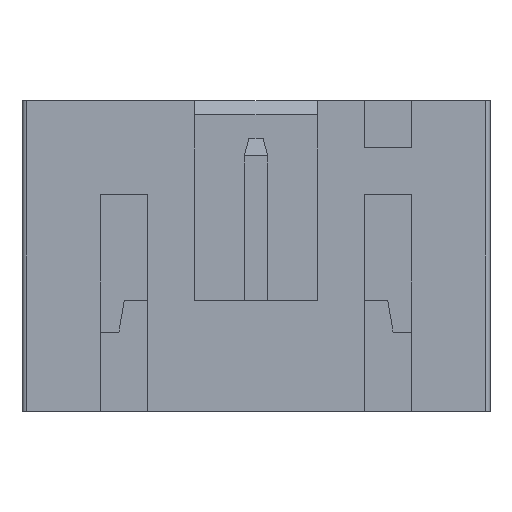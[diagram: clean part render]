
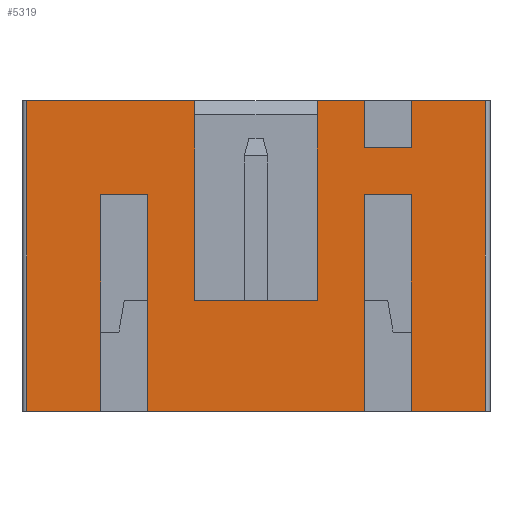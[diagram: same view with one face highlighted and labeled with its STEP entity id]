
A CAD part, front view. The second image highlights one B-rep face of the part: STEP entity #5319.
In plain terms, the highlighted planar face has unit normal (0, -1, 0).
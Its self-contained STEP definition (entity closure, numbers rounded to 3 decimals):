
#1031=ORIENTED_EDGE('',*,*,#1703,.F.);
#1032=ORIENTED_EDGE('',*,*,#1730,.T.);
#1033=ORIENTED_EDGE('',*,*,#1689,.T.);
#1034=ORIENTED_EDGE('',*,*,#1681,.F.);
#1035=ORIENTED_EDGE('',*,*,#1678,.F.);
#1036=ORIENTED_EDGE('',*,*,#1676,.F.);
#1037=ORIENTED_EDGE('',*,*,#1688,.T.);
#1038=ORIENTED_EDGE('',*,*,#1673,.F.);
#1039=ORIENTED_EDGE('',*,*,#1671,.F.);
#1040=ORIENTED_EDGE('',*,*,#1669,.F.);
#1041=ORIENTED_EDGE('',*,*,#1687,.T.);
#1042=ORIENTED_EDGE('',*,*,#1731,.T.);
#1043=ORIENTED_EDGE('',*,*,#1723,.F.);
#1044=ORIENTED_EDGE('',*,*,#1715,.F.);
#1045=ORIENTED_EDGE('',*,*,#1720,.F.);
#1046=ORIENTED_EDGE('',*,*,#1717,.F.);
#1047=ORIENTED_EDGE('',*,*,#1729,.F.);
#1048=ORIENTED_EDGE('',*,*,#1710,.F.);
#1049=ORIENTED_EDGE('',*,*,#1245,.F.);
#1050=ORIENTED_EDGE('',*,*,#1709,.F.);
#1245=EDGE_CURVE('',#1793,#1794,#2161,.T.);
#1669=EDGE_CURVE('',#2071,#2072,#2553,.T.);
#1671=EDGE_CURVE('',#2072,#2073,#2555,.T.);
#1673=EDGE_CURVE('',#2073,#2074,#2557,.T.);
#1676=EDGE_CURVE('',#2075,#2076,#2560,.T.);
#1678=EDGE_CURVE('',#2076,#2077,#2562,.T.);
#1681=EDGE_CURVE('',#2077,#2078,#2565,.T.);
#1687=EDGE_CURVE('',#2071,#2079,#2569,.T.);
#1688=EDGE_CURVE('',#2075,#2074,#2570,.T.);
#1689=EDGE_CURVE('',#2080,#2078,#2571,.T.);
#1703=EDGE_CURVE('',#2089,#2090,#2582,.T.);
#1709=EDGE_CURVE('',#2090,#1793,#2588,.T.);
#1710=EDGE_CURVE('',#1794,#2093,#2589,.T.);
#1715=EDGE_CURVE('',#2097,#2094,#2594,.T.);
#1717=EDGE_CURVE('',#2099,#2100,#2596,.T.);
#1720=EDGE_CURVE('',#2100,#2097,#2599,.T.);
#1723=EDGE_CURVE('',#2094,#2102,#2602,.T.);
#1729=EDGE_CURVE('',#2093,#2099,#2607,.T.);
#1730=EDGE_CURVE('',#2089,#2080,#2608,.F.);
#1731=EDGE_CURVE('',#2079,#2102,#2609,.F.);
#1793=VERTEX_POINT('',#6695);
#1794=VERTEX_POINT('',#6697);
#2071=VERTEX_POINT('',#7538);
#2072=VERTEX_POINT('',#7540);
#2073=VERTEX_POINT('',#7544);
#2074=VERTEX_POINT('',#7548);
#2075=VERTEX_POINT('',#7552);
#2076=VERTEX_POINT('',#7554);
#2077=VERTEX_POINT('',#7558);
#2078=VERTEX_POINT('',#7563);
#2079=VERTEX_POINT('',#7570);
#2080=VERTEX_POINT('',#7574);
#2089=VERTEX_POINT('',#7598);
#2090=VERTEX_POINT('',#7600);
#2093=VERTEX_POINT('',#7612);
#2094=VERTEX_POINT('',#7616);
#2097=VERTEX_POINT('',#7621);
#2099=VERTEX_POINT('',#7626);
#2100=VERTEX_POINT('',#7628);
#2102=VERTEX_POINT('',#7639);
#2161=LINE('',#6696,#2683);
#2553=LINE('',#7539,#3075);
#2555=LINE('',#7543,#3077);
#2557=LINE('',#7547,#3079);
#2560=LINE('',#7553,#3082);
#2562=LINE('',#7557,#3084);
#2565=LINE('',#7562,#3087);
#2569=LINE('',#7571,#3091);
#2570=LINE('',#7572,#3092);
#2571=LINE('',#7573,#3093);
#2582=LINE('',#7599,#3104);
#2588=LINE('',#7609,#3110);
#2589=LINE('',#7611,#3111);
#2594=LINE('',#7622,#3116);
#2596=LINE('',#7627,#3118);
#2599=LINE('',#7633,#3121);
#2602=LINE('',#7638,#3124);
#2607=LINE('',#7647,#3129);
#2608=LINE('',#7649,#3130);
#2609=LINE('',#7650,#3131);
#2683=VECTOR('',#5669,1000.);
#3075=VECTOR('',#6407,1000.);
#3077=VECTOR('',#6411,1000.);
#3079=VECTOR('',#6415,1000.);
#3082=VECTOR('',#6420,1000.);
#3084=VECTOR('',#6424,1000.);
#3087=VECTOR('',#6429,1000.);
#3091=VECTOR('',#6439,1000.);
#3092=VECTOR('',#6440,1000.);
#3093=VECTOR('',#6441,1000.);
#3104=VECTOR('',#6462,1000.);
#3110=VECTOR('',#6470,1000.);
#3111=VECTOR('',#6473,1000.);
#3116=VECTOR('',#6480,1000.);
#3118=VECTOR('',#6484,1000.);
#3121=VECTOR('',#6489,1000.);
#3124=VECTOR('',#6496,1000.);
#3129=VECTOR('',#6503,1000.);
#3130=VECTOR('',#6506,1000.);
#3131=VECTOR('',#6507,1000.);
#3328=EDGE_LOOP('',(#1031,#1032,#1033,#1034,#1035,#1036,#1037,#1038,#1039,
#1040,#1041,#1042,#1043,#1044,#1045,#1046,#1047,#1048,#1049,#1050));
#3534=FACE_BOUND('',#3328,.T.);
#3722=PLANE('',#5562);
#5319=ADVANCED_FACE('',(#3534),#3722,.T.);
#5562=AXIS2_PLACEMENT_3D('',#7648,#6504,#6505);
#5669=DIRECTION('',(1.,0.,0.));
#6407=DIRECTION('',(0.,0.,1.));
#6411=DIRECTION('',(-1.,0.,0.));
#6415=DIRECTION('',(0.,0.,-1.));
#6420=DIRECTION('',(0.,0.,1.));
#6424=DIRECTION('',(-1.,0.,0.));
#6429=DIRECTION('',(0.,0.,-1.));
#6439=DIRECTION('',(1.,0.,0.));
#6440=DIRECTION('',(1.,0.,0.));
#6441=DIRECTION('',(1.,0.,0.));
#6462=DIRECTION('',(1.,0.,0.));
#6470=DIRECTION('',(0.,0.,-1.));
#6473=DIRECTION('',(0.,0.,1.));
#6480=DIRECTION('',(0.,0.,1.));
#6484=DIRECTION('',(0.,0.,-1.));
#6489=DIRECTION('',(1.,0.,0.));
#6496=DIRECTION('',(1.,0.,0.));
#6503=DIRECTION('',(1.,0.,0.));
#6504=DIRECTION('',(0.,-1.,0.));
#6505=DIRECTION('',(1.,0.,0.));
#6506=DIRECTION('',(0.,0.,1.));
#6507=DIRECTION('',(0.,0.,-1.));
#6695=CARTESIAN_POINT('',(0.7,-1.9,2.35));
#6696=CARTESIAN_POINT('',(0.7,-1.9,2.35));
#6697=CARTESIAN_POINT('',(3.3,-1.9,2.35));
#7538=CARTESIAN_POINT('',(5.3,-1.9,0.));
#7539=CARTESIAN_POINT('',(5.3,-1.9,0.));
#7540=CARTESIAN_POINT('',(5.3,-1.9,4.6));
#7543=CARTESIAN_POINT('',(5.3,-1.9,4.6));
#7544=CARTESIAN_POINT('',(4.3,-1.9,4.6));
#7547=CARTESIAN_POINT('',(4.3,-1.9,4.6));
#7548=CARTESIAN_POINT('',(4.3,-1.9,0.));
#7552=CARTESIAN_POINT('',(-0.3,-1.9,0.));
#7553=CARTESIAN_POINT('',(-0.3,-1.9,0.));
#7554=CARTESIAN_POINT('',(-0.3,-1.9,4.6));
#7557=CARTESIAN_POINT('',(-0.3,-1.9,4.6));
#7558=CARTESIAN_POINT('',(-1.3,-1.9,4.6));
#7562=CARTESIAN_POINT('',(-1.3,-1.9,4.6));
#7563=CARTESIAN_POINT('',(-1.3,-1.9,0.));
#7570=CARTESIAN_POINT('',(6.875,-1.9,0.));
#7571=CARTESIAN_POINT('',(5.3,-1.9,0.));
#7572=CARTESIAN_POINT('',(-0.3,-1.9,0.));
#7573=CARTESIAN_POINT('',(-2.975,-1.9,0.));
#7574=CARTESIAN_POINT('',(-2.875,-1.9,0.));
#7598=CARTESIAN_POINT('',(-2.875,-1.9,6.6));
#7599=CARTESIAN_POINT('',(-2.975,-1.9,6.6));
#7600=CARTESIAN_POINT('',(0.7,-1.9,6.6));
#7609=CARTESIAN_POINT('',(0.7,-1.9,6.6));
#7611=CARTESIAN_POINT('',(3.3,-1.9,2.35));
#7612=CARTESIAN_POINT('',(3.3,-1.9,6.6));
#7616=CARTESIAN_POINT('',(5.3,-1.9,6.6));
#7621=CARTESIAN_POINT('',(5.3,-1.9,5.6));
#7622=CARTESIAN_POINT('',(5.3,-1.9,5.6));
#7626=CARTESIAN_POINT('',(4.3,-1.9,6.6));
#7627=CARTESIAN_POINT('',(4.3,-1.9,6.6));
#7628=CARTESIAN_POINT('',(4.3,-1.9,5.6));
#7633=CARTESIAN_POINT('',(4.3,-1.9,5.6));
#7638=CARTESIAN_POINT('',(5.3,-1.9,6.6));
#7639=CARTESIAN_POINT('',(6.875,-1.9,6.6));
#7647=CARTESIAN_POINT('',(3.3,-1.9,6.6));
#7648=CARTESIAN_POINT('',(-1.,-1.9,0.));
#7649=CARTESIAN_POINT('',(-2.875,-1.9,0.));
#7650=CARTESIAN_POINT('',(6.875,-1.9,0.));
